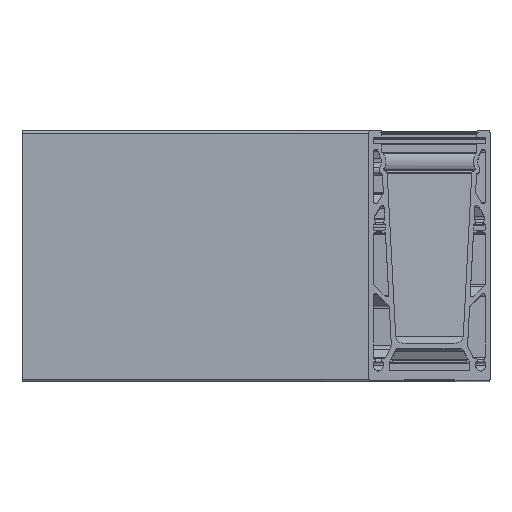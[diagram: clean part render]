
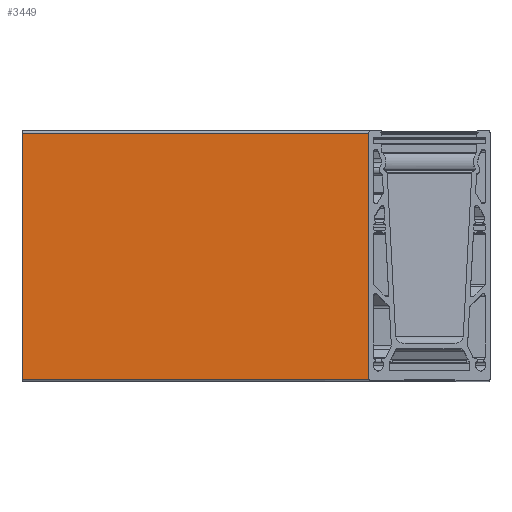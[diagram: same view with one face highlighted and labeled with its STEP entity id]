
A CAD part, top view. The second image highlights one B-rep face of the part: STEP entity #3449.
In plain terms, the highlighted planar face has unit normal (0, 0, 1).
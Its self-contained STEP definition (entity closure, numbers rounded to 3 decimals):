
#94 = CARTESIAN_POINT ( 'NONE',  ( 0., 119., 29. ) ) ;
#456 = FACE_OUTER_BOUND ( 'NONE', #11402, .T. ) ;
#691 = EDGE_CURVE ( 'NONE', #4435, #7311, #5829, .T. ) ;
#797 = CARTESIAN_POINT ( 'NONE',  ( 0., 119., 29. ) ) ;
#1489 = ORIENTED_EDGE ( 'NONE', *, *, #1941, .T. ) ;
#1941 = EDGE_CURVE ( 'NONE', #9878, #10011, #13249, .T. ) ;
#2206 = LINE ( 'NONE', #94, #3337 ) ;
#3293 = VECTOR ( 'NONE', #5980, 1000. ) ;
#3337 = VECTOR ( 'NONE', #4249, 1000. ) ;
#3449 = ADVANCED_FACE ( 'NONE', ( #456 ), #6831, .T. ) ;
#4249 = DIRECTION ( 'NONE',  ( 1., 0., 0. ) ) ;
#4435 = VERTEX_POINT ( 'NONE', #6313 ) ;
#5203 = AXIS2_PLACEMENT_3D ( 'NONE', #10935, #6898, #5763 ) ;
#5727 = ORIENTED_EDGE ( 'NONE', *, *, #7300, .F. ) ;
#5738 = ORIENTED_EDGE ( 'NONE', *, *, #8155, .T. ) ;
#5763 = DIRECTION ( 'NONE',  ( 1., 0., 0. ) ) ;
#5829 = LINE ( 'NONE', #797, #8698 ) ;
#5980 = DIRECTION ( 'NONE',  ( 0., 1., 0. ) ) ;
#6019 = CARTESIAN_POINT ( 'NONE',  ( 166.2, 119., 29. ) ) ;
#6313 = CARTESIAN_POINT ( 'NONE',  ( 0., 119., 29. ) ) ;
#6354 = CARTESIAN_POINT ( 'NONE',  ( 0., 1., 29. ) ) ;
#6795 = VECTOR ( 'NONE', #7202, 1000. ) ;
#6831 = PLANE ( 'NONE',  #5203 ) ;
#6898 = DIRECTION ( 'NONE',  ( 0., 0., 1. ) ) ;
#7202 = DIRECTION ( 'NONE',  ( 1., 0., 0. ) ) ;
#7300 = EDGE_CURVE ( 'NONE', #4435, #10011, #2206, .T. ) ;
#7311 = VERTEX_POINT ( 'NONE', #6354 ) ;
#8155 = EDGE_CURVE ( 'NONE', #7311, #9878, #9063, .T. ) ;
#8367 = ORIENTED_EDGE ( 'NONE', *, *, #691, .T. ) ;
#8698 = VECTOR ( 'NONE', #9928, 1000. ) ;
#9063 = LINE ( 'NONE', #10225, #6795 ) ;
#9878 = VERTEX_POINT ( 'NONE', #9921 ) ;
#9921 = CARTESIAN_POINT ( 'NONE',  ( 166.2, 1., 29. ) ) ;
#9928 = DIRECTION ( 'NONE',  ( 0., -1., 0. ) ) ;
#10011 = VERTEX_POINT ( 'NONE', #6019 ) ;
#10152 = CARTESIAN_POINT ( 'NONE',  ( 166.2, 119., 29. ) ) ;
#10225 = CARTESIAN_POINT ( 'NONE',  ( 0., 1., 29. ) ) ;
#10935 = CARTESIAN_POINT ( 'NONE',  ( 0., 119., 29. ) ) ;
#11402 = EDGE_LOOP ( 'NONE', ( #5738, #1489, #5727, #8367 ) ) ;
#13249 = LINE ( 'NONE', #10152, #3293 ) ;
